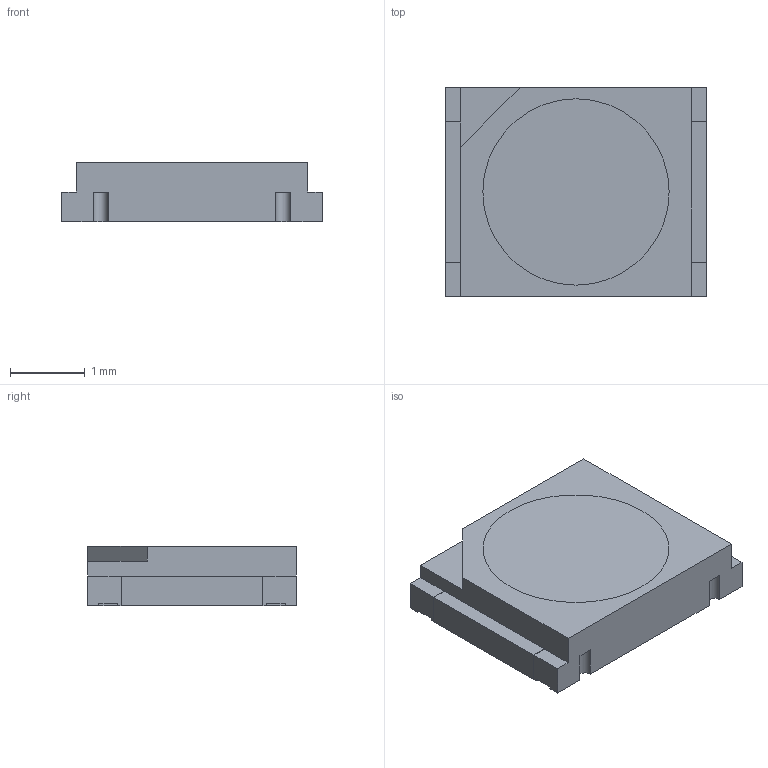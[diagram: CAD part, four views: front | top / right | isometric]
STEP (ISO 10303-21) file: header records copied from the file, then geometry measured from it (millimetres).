
FILE_DESCRIPTION (( 'STEP AP214' ), '1' );
FILE_NAME ('XZxx109FS.STEP', '2017-01-19T18:06:50', ( '' ), ( '' ), 'SwSTEP 2.0', 'SolidWorks 2012', '' );
FILE_SCHEMA (( 'AUTOMOTIVE_DESIGN' ));
Length unit declared in the file: millimetre
Products named in the file (1): XZxx109FS
Bounding box: 3.5 x 2.8 x 0.8 mm (x, y, z)
Volume: 7.3 mm3; surface area: 56.5 mm2
Topology: 4 solids, 4 shells, 115 faces, 316 edges, 208 vertices
Faces by surface type: plane 77, cylinder 34, cone 4
Entity records: 3715 total; most frequent: CARTESIAN_POINT 640, ORIENTED_EDGE 632, DIRECTION 628, EDGE_CURVE 316, VECTOR 236, LINE 236, VERTEX_POINT 208, AXIS2_PLACEMENT_3D 196
